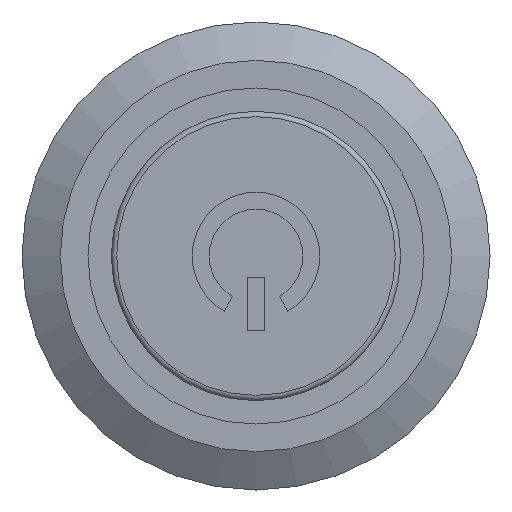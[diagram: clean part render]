
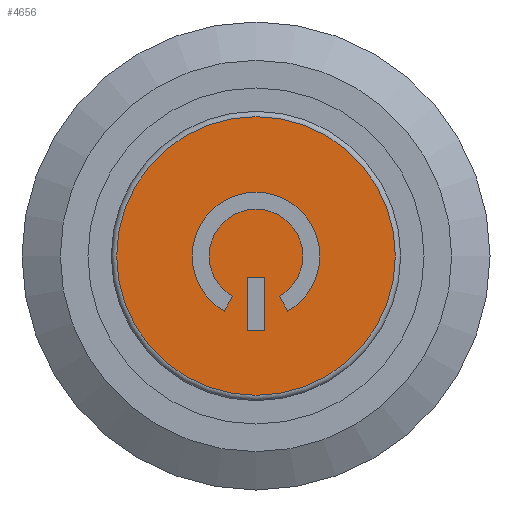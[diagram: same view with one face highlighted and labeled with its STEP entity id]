
A CAD part, left-side view. The second image highlights one B-rep face of the part: STEP entity #4656.
In plain terms, the highlighted face is planar.
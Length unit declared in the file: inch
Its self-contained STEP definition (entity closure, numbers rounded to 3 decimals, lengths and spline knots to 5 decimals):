
#140=FACE_BOUND('',#1674,.T.);
#141=FACE_BOUND('',#1675,.T.);
#606=LINE('',#7871,#1086);
#609=LINE('',#7876,#1089);
#611=LINE('',#7880,#1091);
#613=LINE('',#7883,#1093);
#616=LINE('',#7895,#1096);
#619=LINE('',#7901,#1099);
#1086=VECTOR('',#6160,0.3937);
#1089=VECTOR('',#6165,0.3937);
#1091=VECTOR('',#6169,0.3937);
#1093=VECTOR('',#6173,0.3937);
#1096=VECTOR('',#6184,0.3937);
#1099=VECTOR('',#6189,0.3937);
#1389=FACE_OUTER_BOUND('',#1673,.T.);
#1673=EDGE_LOOP('',(#4225));
#1674=EDGE_LOOP('',(#4226,#4227,#4228,#4229));
#1675=EDGE_LOOP('',(#4230,#4231,#4232,#4233));
#1798=CIRCLE('',#5016,0.11811);
#1800=CIRCLE('',#5021,0.08661);
#1803=CIRCLE('',#5026,0.25787);
#2229=VERTEX_POINT('',#7869);
#2230=VERTEX_POINT('',#7870);
#2231=VERTEX_POINT('',#7875);
#2232=VERTEX_POINT('',#7879);
#2233=VERTEX_POINT('',#7885);
#2234=VERTEX_POINT('',#7886);
#2237=VERTEX_POINT('',#7894);
#2239=VERTEX_POINT('',#7900);
#2241=VERTEX_POINT('',#7910);
#2884=EDGE_CURVE('',#2229,#2230,#606,.T.);
#2887=EDGE_CURVE('',#2230,#2231,#609,.T.);
#2889=EDGE_CURVE('',#2232,#2229,#611,.T.);
#2891=EDGE_CURVE('',#2231,#2232,#613,.T.);
#2892=EDGE_CURVE('',#2233,#2234,#1798,.T.);
#2896=EDGE_CURVE('',#2234,#2237,#616,.T.);
#2899=EDGE_CURVE('',#2239,#2233,#619,.T.);
#2902=EDGE_CURVE('',#2237,#2239,#1800,.T.);
#2905=EDGE_CURVE('',#2241,#2241,#1803,.T.);
#4225=ORIENTED_EDGE('',*,*,#2905,.F.);
#4226=ORIENTED_EDGE('',*,*,#2884,.T.);
#4227=ORIENTED_EDGE('',*,*,#2887,.T.);
#4228=ORIENTED_EDGE('',*,*,#2891,.T.);
#4229=ORIENTED_EDGE('',*,*,#2889,.T.);
#4230=ORIENTED_EDGE('',*,*,#2892,.T.);
#4231=ORIENTED_EDGE('',*,*,#2896,.T.);
#4232=ORIENTED_EDGE('',*,*,#2902,.T.);
#4233=ORIENTED_EDGE('',*,*,#2899,.T.);
#4408=PLANE('',#5027);
#4656=ADVANCED_FACE('',(#1389,#140,#141),#4408,.F.);
#5016=AXIS2_PLACEMENT_3D('',#7887,#6176,#6177);
#5021=AXIS2_PLACEMENT_3D('',#7906,#6194,#6195);
#5026=AXIS2_PLACEMENT_3D('',#7912,#6204,#6205);
#5027=AXIS2_PLACEMENT_3D('',#7913,#6206,#6207);
#6160=DIRECTION('',(0.,-1.,0.));
#6165=DIRECTION('',(0.,0.,-1.));
#6169=DIRECTION('',(0.,0.,1.));
#6173=DIRECTION('',(0.,1.,0.));
#6176=DIRECTION('center_axis',(1.,0.,0.));
#6177=DIRECTION('ref_axis',(0.,-0.5,-0.866));
#6184=DIRECTION('',(0.,0.5,0.866));
#6189=DIRECTION('',(0.,0.5,-0.866));
#6194=DIRECTION('center_axis',(-1.,0.,0.));
#6195=DIRECTION('ref_axis',(0.,0.5,0.866));
#6204=DIRECTION('center_axis',(1.,0.,0.));
#6205=DIRECTION('ref_axis',(0.,0.,-1.));
#6206=DIRECTION('center_axis',(1.,0.,0.));
#6207=DIRECTION('ref_axis',(0.,0.,-1.));
#7869=CARTESIAN_POINT('',(-0.07087,0.01575,-0.03937));
#7870=CARTESIAN_POINT('',(-0.07087,-0.01575,-0.03937));
#7871=CARTESIAN_POINT('',(-0.07087,-0.00787,-0.03937));
#7875=CARTESIAN_POINT('',(-0.07087,-0.01575,-0.1378));
#7876=CARTESIAN_POINT('',(-0.07087,-0.01575,-0.0689));
#7879=CARTESIAN_POINT('',(-0.07087,0.01575,-0.1378));
#7880=CARTESIAN_POINT('',(-0.07087,0.01575,-0.01969));
#7883=CARTESIAN_POINT('',(-0.07087,0.00787,-0.1378));
#7885=CARTESIAN_POINT('',(-0.07087,0.05906,-0.10229));
#7886=CARTESIAN_POINT('',(-0.07087,-0.05906,-0.10229));
#7887=CARTESIAN_POINT('Origin',(-0.07087,0.,0.));
#7894=CARTESIAN_POINT('',(-0.07087,-0.04331,-0.07501));
#7895=CARTESIAN_POINT('',(-0.07087,-0.02165,-0.03751));
#7900=CARTESIAN_POINT('',(-0.07087,0.04331,-0.07501));
#7901=CARTESIAN_POINT('',(-0.07087,0.02953,-0.05114));
#7906=CARTESIAN_POINT('Origin',(-0.07087,0.,0.));
#7910=CARTESIAN_POINT('',(-0.07087,0.,0.25787));
#7912=CARTESIAN_POINT('Origin',(-0.07087,0.,0.));
#7913=CARTESIAN_POINT('Origin',(-0.07087,0.,0.));
